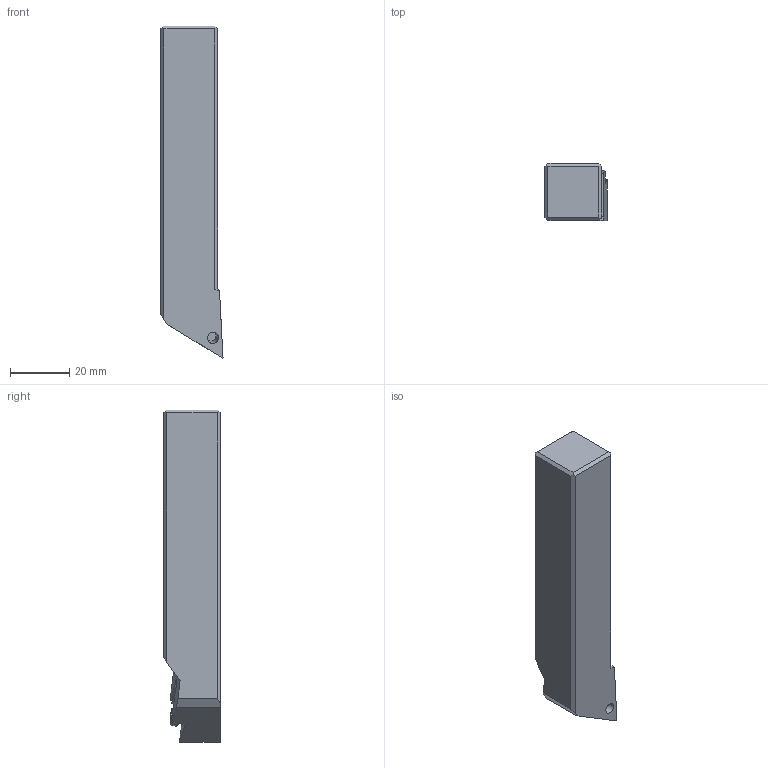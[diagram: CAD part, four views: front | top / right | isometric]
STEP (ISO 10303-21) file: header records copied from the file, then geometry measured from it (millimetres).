
FILE_DESCRIPTION(/* description */ (''),/* implementation_level */ '2;1');
FILE_NAME(/* name */ 'SDJEL-124.stp',/* time_stamp */ '2021-12-22T09:38:29+09:00',/* author */ (''),/* organization */ (''),/* preprocessor_version */ 'ST-DEVELOPER v16',/* originating_system */ 'SIEMENS PLM Software NX 10.0',/* authorisation */ '');
FILE_SCHEMA (('AUTOMOTIVE_DESIGN { 1 0 10303 214 3 1 1 1 }'));
Length unit declared in the file: millimetre
Products named in the file (1): SDJEL-124_ASM
Bounding box: 20.86 x 19.05 x 111.69 mm (x, y, z)
Volume: 36200.8 mm3; surface area: 8842.1 mm2
Topology: 2 solids, 2 shells, 65 faces, 180 edges, 121 vertices
Faces by surface type: plane 35, cylinder 20, cone 6, torus 2, sphere 2
Entity records: 2437 total; most frequent: CARTESIAN_POINT 650, ORIENTED_EDGE 356, DIRECTION 356, EDGE_CURVE 178, AXIS2_PLACEMENT_3D 119, VERTEX_POINT 118, LINE 118, VECTOR 118
